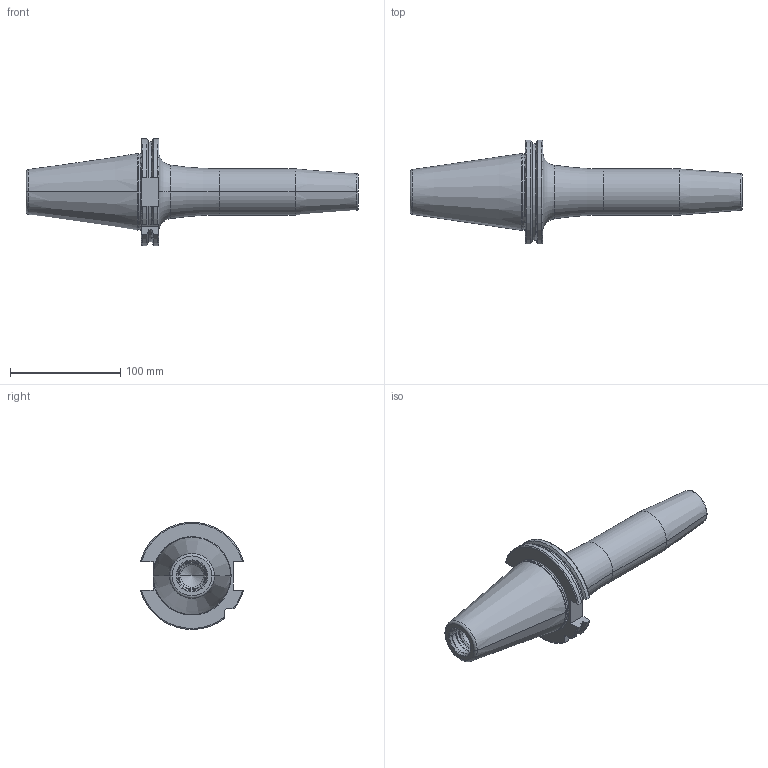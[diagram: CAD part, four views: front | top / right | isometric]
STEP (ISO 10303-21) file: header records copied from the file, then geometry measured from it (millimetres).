
FILE_DESCRIPTION((''),'2;1');
FILE_NAME('50-446-18','2011-09-06T',('mei'),(''),'PRO/ENGINEER BY PARAMETRIC TECHNOLOGY CORPORATION, 2010430','PRO/ENGINEER BY PARAMETRIC TECHNOLOGY CORPORATION, 2010430','');
FILE_SCHEMA(('CONFIG_CONTROL_DESIGN'));
Length unit declared in the file: millimetre
Products named in the file (1): 50-446-18
Bounding box: 301.6 x 94 x 97.29 mm (x, y, z)
Volume: 578347.6 mm3; surface area: 67356.6 mm2
Topology: 1 solids, 2 shells, 95 faces, 238 edges, 147 vertices
Faces by surface type: torus 30, cylinder 24, plane 21, cone 20
Entity records: 3082 total; most frequent: CARTESIAN_POINT 761, DIRECTION 502, ORIENTED_EDGE 468, EDGE_CURVE 236, AXIS2_PLACEMENT_3D 210, VERTEX_POINT 147, CIRCLE 114, EDGE_LOOP 99
